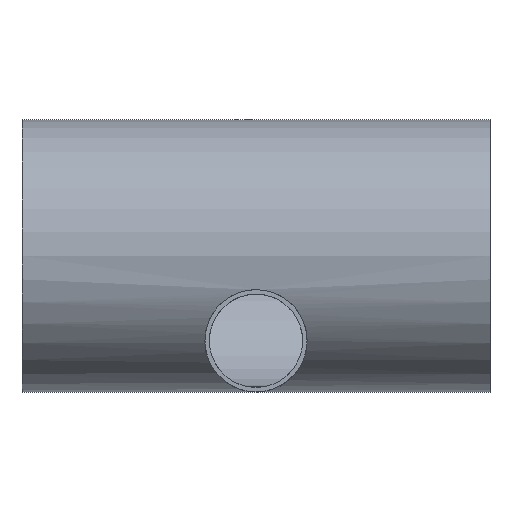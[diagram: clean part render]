
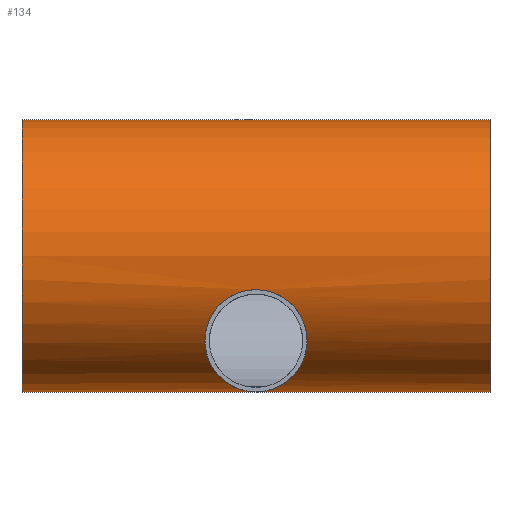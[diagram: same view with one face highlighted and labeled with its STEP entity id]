
A CAD part, top view. The second image highlights one B-rep face of the part: STEP entity #134.
In plain terms, the highlighted cylindrical face has radius 50.8 mm (diameter 101.6 mm), a full revolution.
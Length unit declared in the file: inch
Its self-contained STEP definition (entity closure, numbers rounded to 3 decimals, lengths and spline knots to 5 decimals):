
#17=FACE_BOUND('',#44,.T.);
#22=B_SPLINE_CURVE_WITH_KNOTS('',3,(#293,#294,#295,#296,#297,#298,#299,
#300,#301,#302,#303,#304,#305,#306,#307,#308,#309,#310,#311,#312,#313,#314,
#315,#316,#317,#318,#319,#320,#321,#322,#323,#324,#325,#326,#327,#328,#329,
#330,#331,#332,#333,#334,#335,#336),.UNSPECIFIED.,.F.,.F.,(4,2,2,2,2,2,
2,2,2,2,2,2,2,2,2,2,2,2,2,2,2,4),(0.,1.22963,2.45927,
3.6889,4.30372,4.91853,5.33469,5.75085,
6.16701,6.58317,6.93781,7.29245,7.6471,
8.00174,8.35638,8.71103,9.06567,9.42032,
9.83647,10.25263,10.66879,11.08495),
 .UNSPECIFIED.);
#23=B_SPLINE_CURVE_WITH_KNOTS('',3,(#337,#338,#339,#340,#341,#342,#343,
#344,#345,#346,#347,#348),.UNSPECIFIED.,.F.,.F.,(4,2,2,2,2,4),(11.08495,
11.69977,12.31458,13.54422,14.77385,16.00348),
 .UNSPECIFIED.);
#27=CYLINDRICAL_SURFACE('',#167,2.);
#33=FACE_OUTER_BOUND('',#43,.T.);
#43=EDGE_LOOP('',(#115,#116,#117,#118));
#44=EDGE_LOOP('',(#119,#120));
#54=CIRCLE('',#168,2.);
#55=CIRCLE('',#169,2.);
#60=LINE('',#363,#65);
#65=VECTOR('',#202,2.);
#70=VERTEX_POINT('',#291);
#71=VERTEX_POINT('',#292);
#75=VERTEX_POINT('',#360);
#76=VERTEX_POINT('',#362);
#83=EDGE_CURVE('',#70,#71,#22,.T.);
#84=EDGE_CURVE('',#71,#70,#23,.T.);
#90=EDGE_CURVE('',#75,#75,#54,.T.);
#91=EDGE_CURVE('',#75,#76,#60,.T.);
#92=EDGE_CURVE('',#76,#76,#55,.T.);
#115=ORIENTED_EDGE('',*,*,#90,.F.);
#116=ORIENTED_EDGE('',*,*,#91,.T.);
#117=ORIENTED_EDGE('',*,*,#92,.T.);
#118=ORIENTED_EDGE('',*,*,#91,.F.);
#119=ORIENTED_EDGE('',*,*,#83,.T.);
#120=ORIENTED_EDGE('',*,*,#84,.T.);
#134=ADVANCED_FACE('',(#33,#17),#27,.T.);
#167=AXIS2_PLACEMENT_3D('',#359,#198,#199);
#168=AXIS2_PLACEMENT_3D('',#361,#200,#201);
#169=AXIS2_PLACEMENT_3D('',#364,#203,#204);
#198=DIRECTION('center_axis',(-1.,0.,0.));
#199=DIRECTION('ref_axis',(0.,-1.,0.));
#200=DIRECTION('center_axis',(-1.,0.,0.));
#201=DIRECTION('ref_axis',(0.,-1.,0.));
#202=DIRECTION('',(1.,0.,0.));
#203=DIRECTION('center_axis',(-1.,0.,0.));
#204=DIRECTION('ref_axis',(0.,-1.,0.));
#291=CARTESIAN_POINT('',(0.,-2.,0.));
#292=CARTESIAN_POINT('',(0.75,-1.25,1.56125));
#293=CARTESIAN_POINT('Ctrl Pts',(0.,-2.,0.));
#294=CARTESIAN_POINT('Ctrl Pts',(-0.08427,-2.,0.13762));
#295=CARTESIAN_POINT('Ctrl Pts',(-0.17155,-1.9856,0.28003));
#296=CARTESIAN_POINT('Ctrl Pts',(-0.34012,-1.92443,0.56356));
#297=CARTESIAN_POINT('Ctrl Pts',(-0.42144,-1.8777,0.70468));
#298=CARTESIAN_POINT('Ctrl Pts',(-0.56529,-1.75206,0.97604));
#299=CARTESIAN_POINT('Ctrl Pts',(-0.62788,-1.67336,1.10607));
#300=CARTESIAN_POINT('Ctrl Pts',(-0.69685,-1.53221,1.28772));
#301=CARTESIAN_POINT('Ctrl Pts',(-0.71566,-1.48133,1.34603));
#302=CARTESIAN_POINT('Ctrl Pts',(-0.7422,-1.37171,1.45758));
#303=CARTESIAN_POINT('Ctrl Pts',(-0.75,-1.31298,1.51082));
#304=CARTESIAN_POINT('Ctrl Pts',(-0.75,-1.20737,1.59538));
#305=CARTESIAN_POINT('Ctrl Pts',(-0.74631,-1.1616,1.62908));
#306=CARTESIAN_POINT('Ctrl Pts',(-0.729,-1.06739,1.69231));
#307=CARTESIAN_POINT('Ctrl Pts',(-0.71537,-1.01895,1.72183));
#308=CARTESIAN_POINT('Ctrl Pts',(-0.67723,-0.92367,1.77477));
#309=CARTESIAN_POINT('Ctrl Pts',(-0.65267,-0.87672,
1.79825));
#310=CARTESIAN_POINT('Ctrl Pts',(-0.59359,-0.78852,
1.83864));
#311=CARTESIAN_POINT('Ctrl Pts',(-0.55906,-0.74727,
1.85557));
#312=CARTESIAN_POINT('Ctrl Pts',(-0.48872,-0.67932,
1.8814));
#313=CARTESIAN_POINT('Ctrl Pts',(-0.45205,-0.64962,
1.89176));
#314=CARTESIAN_POINT('Ctrl Pts',(-0.37192,-0.59695,
1.90904));
#315=CARTESIAN_POINT('Ctrl Pts',(-0.32847,-0.57397,
1.91597));
#316=CARTESIAN_POINT('Ctrl Pts',(-0.23764,-0.53696,
1.92667));
#317=CARTESIAN_POINT('Ctrl Pts',(-0.19019,-0.52289,
1.93046));
#318=CARTESIAN_POINT('Ctrl Pts',(-0.09464,-0.50441,
1.93537));
#319=CARTESIAN_POINT('Ctrl Pts',(-0.04654,-0.5,1.93649));
#320=CARTESIAN_POINT('Ctrl Pts',(0.04654,-0.5,1.93649));
#321=CARTESIAN_POINT('Ctrl Pts',(0.09464,-0.50441,
1.93537));
#322=CARTESIAN_POINT('Ctrl Pts',(0.19019,-0.52289,1.93046));
#323=CARTESIAN_POINT('Ctrl Pts',(0.23764,-0.53696,1.92667));
#324=CARTESIAN_POINT('Ctrl Pts',(0.32847,-0.57397,1.91597));
#325=CARTESIAN_POINT('Ctrl Pts',(0.37192,-0.59695,1.90904));
#326=CARTESIAN_POINT('Ctrl Pts',(0.45205,-0.64962,1.89176));
#327=CARTESIAN_POINT('Ctrl Pts',(0.48872,-0.67932,1.8814));
#328=CARTESIAN_POINT('Ctrl Pts',(0.55906,-0.74727,1.85557));
#329=CARTESIAN_POINT('Ctrl Pts',(0.59359,-0.78852,1.83864));
#330=CARTESIAN_POINT('Ctrl Pts',(0.65267,-0.87672,1.79825));
#331=CARTESIAN_POINT('Ctrl Pts',(0.67723,-0.92367,1.77477));
#332=CARTESIAN_POINT('Ctrl Pts',(0.71537,-1.01895,1.72183));
#333=CARTESIAN_POINT('Ctrl Pts',(0.729,-1.06739,1.69231));
#334=CARTESIAN_POINT('Ctrl Pts',(0.74631,-1.1616,1.62908));
#335=CARTESIAN_POINT('Ctrl Pts',(0.75,-1.20737,1.59538));
#336=CARTESIAN_POINT('Ctrl Pts',(0.75,-1.25,1.56125));
#337=CARTESIAN_POINT('Ctrl Pts',(0.75,-1.25,1.56125));
#338=CARTESIAN_POINT('Ctrl Pts',(0.75,-1.31298,1.51082));
#339=CARTESIAN_POINT('Ctrl Pts',(0.7422,-1.37171,1.45758));
#340=CARTESIAN_POINT('Ctrl Pts',(0.71566,-1.48133,1.34603));
#341=CARTESIAN_POINT('Ctrl Pts',(0.69685,-1.53221,1.28772));
#342=CARTESIAN_POINT('Ctrl Pts',(0.62788,-1.67336,1.10607));
#343=CARTESIAN_POINT('Ctrl Pts',(0.56529,-1.75206,0.97604));
#344=CARTESIAN_POINT('Ctrl Pts',(0.42144,-1.8777,0.70468));
#345=CARTESIAN_POINT('Ctrl Pts',(0.34012,-1.92443,0.56356));
#346=CARTESIAN_POINT('Ctrl Pts',(0.17155,-1.9856,0.28003));
#347=CARTESIAN_POINT('Ctrl Pts',(0.08427,-2.,0.13762));
#348=CARTESIAN_POINT('Ctrl Pts',(0.,-2.,0.));
#359=CARTESIAN_POINT('Origin',(3.4375,0.,0.));
#360=CARTESIAN_POINT('',(-3.4375,2.,0.));
#361=CARTESIAN_POINT('Origin',(-3.4375,0.,0.));
#362=CARTESIAN_POINT('',(3.4375,2.,0.));
#363=CARTESIAN_POINT('',(3.4375,2.,0.));
#364=CARTESIAN_POINT('Origin',(3.4375,0.,0.));
